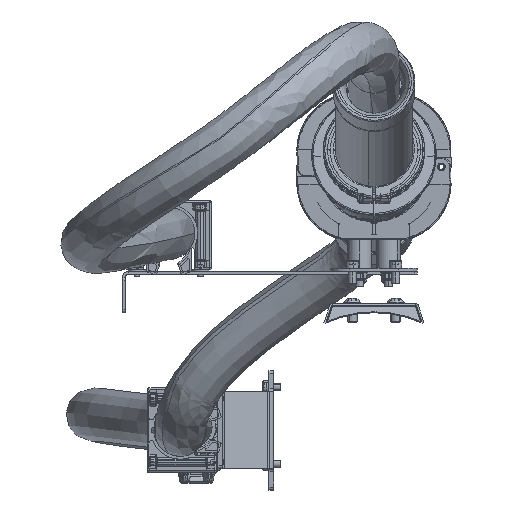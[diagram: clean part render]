
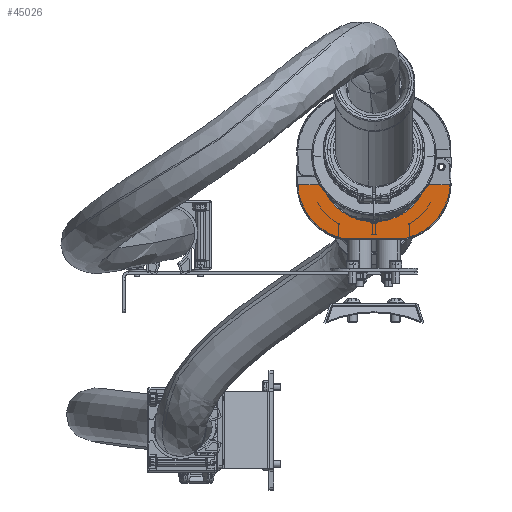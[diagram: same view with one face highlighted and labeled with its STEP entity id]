
A CAD part, left-side view. The second image highlights one B-rep face of the part: STEP entity #45026.
In plain terms, the highlighted planar face has unit normal (-1, 0, -0.018).
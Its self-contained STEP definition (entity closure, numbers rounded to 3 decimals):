
#8465 = CARTESIAN_POINT ( 'NONE',  ( 313.687, 0., 1968.093 ) ) ;
#10363 = VECTOR ( 'NONE', #215340, 1000. ) ;
#20641 = CARTESIAN_POINT ( 'NONE',  ( 314.493, 78.322, 1921.941 ) ) ;
#27680 = AXIS2_PLACEMENT_3D ( 'NONE', #191172, #213031, #263229 ) ;
#33044 = EDGE_CURVE ( 'NONE', #204708, #221308, #166980, .T. ) ;
#38383 = CARTESIAN_POINT ( 'NONE',  ( 314.981, -32.89, 1893.983 ) ) ;
#39738 = CARTESIAN_POINT ( 'NONE',  ( 314.873, 60.421, 1900.138 ) ) ;
#43774 = CARTESIAN_POINT ( 'NONE',  ( 314., 79., 1950.143 ) ) ;
#45026 = ADVANCED_FACE ( 'NONE', ( #131346 ), #259209, .T. ) ;
#45950 = CARTESIAN_POINT ( 'NONE',  ( 314., -79., 1950.143 ) ) ;
#47759 = EDGE_LOOP ( 'NONE', ( #54301, #104352, #174235, #267714, #247365, #184224 ) ) ;
#54301 = ORIENTED_EDGE ( 'NONE', *, *, #33044, .T. ) ;
#54887 = VERTEX_POINT ( 'NONE', #170639 ) ;
#70533 = VECTOR ( 'NONE', #202193, 1000. ) ;
#72738 = CARTESIAN_POINT ( 'NONE',  ( 314.981, -32.89, 1893.983 ) ) ;
#77842 = DIRECTION ( 'NONE',  ( 0., 1., 0. ) ) ;
#85604 = VERTEX_POINT ( 'NONE', #38383 ) ;
#92822 = CARTESIAN_POINT ( 'NONE',  ( 314.981, -33., 1893.983 ) ) ;
#94612 = EDGE_CURVE ( 'NONE', #221308, #148793, #160889, .T. ) ;
#95835 = CARTESIAN_POINT ( 'NONE',  ( 314., -79., 1950.143 ) ) ;
#97429 = AXIS2_PLACEMENT_3D ( 'NONE', #8465, #136414, #152897 ) ;
#100107 = LINE ( 'NONE', #138244, #70533 ) ;
#103805 = CARTESIAN_POINT ( 'NONE',  ( 314.981, 32.89, 1893.983 ) ) ;
#104352 = ORIENTED_EDGE ( 'NONE', *, *, #94612, .T. ) ;
#104956 = CARTESIAN_POINT ( 'NONE',  ( 314., 53.858, 1950.143 ) ) ;
#111901 = LINE ( 'NONE', #92822, #10363 ) ;
#115064 = EDGE_CURVE ( 'NONE', #85604, #257492, #230875, .T. ) ;
#131346 = FACE_OUTER_BOUND ( 'NONE', #47759, .T. ) ;
#136414 = DIRECTION ( 'NONE',  ( 1., 0., 0.017 ) ) ;
#138244 = CARTESIAN_POINT ( 'NONE',  ( 314., 0., 1950.143 ) ) ;
#140175 = CARTESIAN_POINT ( 'NONE',  ( 314., -53.858, 1950.143 ) ) ;
#148793 = VERTEX_POINT ( 'NONE', #265998 ) ;
#152897 = DIRECTION ( 'NONE',  ( -0.017, 0., 1. ) ) ;
#160889 = LINE ( 'NONE', #181310, #212454 ) ;
#166980 = CIRCLE ( 'NONE', #97429, 56.771 ) ;
#170639 = CARTESIAN_POINT ( 'NONE',  ( 314.981, 32.89, 1893.983 ) ) ;
#174235 = ORIENTED_EDGE ( 'NONE', *, *, #241278, .T. ) ;
#181310 = CARTESIAN_POINT ( 'NONE',  ( 314., 0., 1950.143 ) ) ;
#184224 = ORIENTED_EDGE ( 'NONE', *, *, #214709, .T. ) ;
#191172 = CARTESIAN_POINT ( 'NONE',  ( 314., 0., 1950.16 ) ) ;
#202193 = DIRECTION ( 'NONE',  ( 0., 1., 0. ) ) ;
#204708 = VERTEX_POINT ( 'NONE', #140175 ) ;
#212454 = VECTOR ( 'NONE', #77842, 1000. ) ;
#213031 = DIRECTION ( 'NONE',  ( -1., 0., -0.017 ) ) ;
#214709 = EDGE_CURVE ( 'NONE', #257492, #204708, #100107, .T. ) ;
#215340 = DIRECTION ( 'NONE',  ( 0., -1., 0. ) ) ;
#219653 = CARTESIAN_POINT ( 'NONE',  ( 314.493, -78.322, 1921.941 ) ) ;
#221308 = VERTEX_POINT ( 'NONE', #104956 ) ;
#223685 =( BOUNDED_CURVE ( )  B_SPLINE_CURVE ( 3, ( #43774, #20641, #39738, #103805 ),
 .UNSPECIFIED., .F., .F. ) 
 B_SPLINE_CURVE_WITH_KNOTS ( ( 4, 4 ),
 ( 4.736, 6.063 ),
 .UNSPECIFIED. ) 
 CURVE ( )  GEOMETRIC_REPRESENTATION_ITEM ( )  RATIONAL_B_SPLINE_CURVE ( ( 1., 0.859, 0.859, 1. ) ) 
 REPRESENTATION_ITEM ( '' )  );
#227667 = EDGE_CURVE ( 'NONE', #54887, #85604, #111901, .T. ) ;
#230875 =( BOUNDED_CURVE ( )  B_SPLINE_CURVE ( 3, ( #72738, #238777, #219653, #95835 ),
 .UNSPECIFIED., .F., .F. ) 
 B_SPLINE_CURVE_WITH_KNOTS ( ( 4, 4 ),
 ( 0.22, 1.547 ),
 .UNSPECIFIED. ) 
 CURVE ( )  GEOMETRIC_REPRESENTATION_ITEM ( )  RATIONAL_B_SPLINE_CURVE ( ( 1., 0.859, 0.859, 1. ) ) 
 REPRESENTATION_ITEM ( '' )  );
#238777 = CARTESIAN_POINT ( 'NONE',  ( 314.873, -60.421, 1900.138 ) ) ;
#241278 = EDGE_CURVE ( 'NONE', #148793, #54887, #223685, .T. ) ;
#247365 = ORIENTED_EDGE ( 'NONE', *, *, #115064, .T. ) ;
#257492 = VERTEX_POINT ( 'NONE', #45950 ) ;
#259209 = PLANE ( 'NONE',  #27680 ) ;
#263229 = DIRECTION ( 'NONE',  ( -0.017, 0., 1. ) ) ;
#265998 = CARTESIAN_POINT ( 'NONE',  ( 314., 79., 1950.143 ) ) ;
#267714 = ORIENTED_EDGE ( 'NONE', *, *, #227667, .T. ) ;
